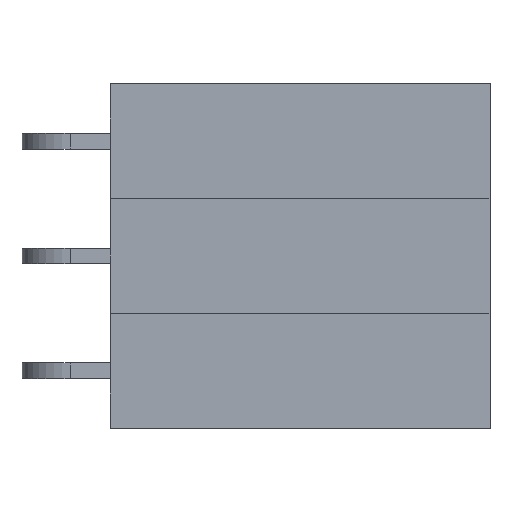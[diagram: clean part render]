
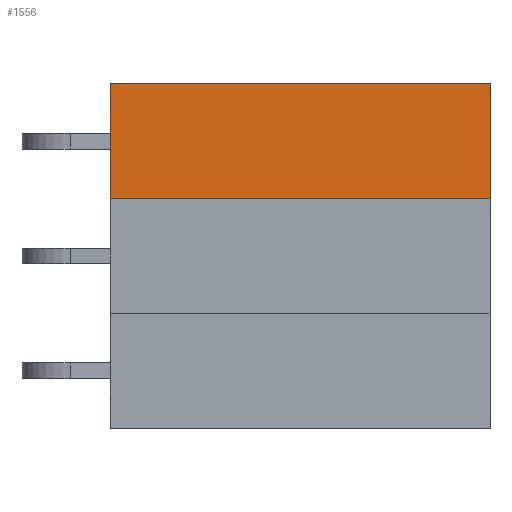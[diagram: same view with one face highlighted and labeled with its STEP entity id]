
A CAD part, front view. The second image highlights one B-rep face of the part: STEP entity #1556.
In plain terms, the highlighted planar face has unit normal (0, -1, 0).
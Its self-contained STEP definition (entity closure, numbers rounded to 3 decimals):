
#106 = EDGE_CURVE ( 'NONE', #1000, #848, #1575, .T. ) ;
#135 = VECTOR ( 'NONE', #305, 1000. ) ;
#183 = FACE_OUTER_BOUND ( 'NONE', #554, .T. ) ;
#278 = AXIS2_PLACEMENT_3D ( 'NONE', #965, #813, #657 ) ;
#305 = DIRECTION ( 'NONE',  ( 1., 0., 0. ) ) ;
#339 = LINE ( 'NONE', #621, #1290 ) ;
#349 = EDGE_CURVE ( 'NONE', #1000, #1871, #932, .T. ) ;
#554 = EDGE_LOOP ( 'NONE', ( #1622, #1829, #1707, #882 ) ) ;
#621 = CARTESIAN_POINT ( 'NONE',  ( 8.4, 0., 2.54 ) ) ;
#641 = CARTESIAN_POINT ( 'NONE',  ( 8.4, 0., 0. ) ) ;
#657 = DIRECTION ( 'NONE',  ( 0., 0., 1. ) ) ;
#659 = VECTOR ( 'NONE', #760, 1000. ) ;
#760 = DIRECTION ( 'NONE',  ( 0., 0., -1. ) ) ;
#813 = DIRECTION ( 'NONE',  ( 0., 1., 0. ) ) ;
#848 = VERTEX_POINT ( 'NONE', #1085 ) ;
#882 = ORIENTED_EDGE ( 'NONE', *, *, #106, .T. ) ;
#931 = CARTESIAN_POINT ( 'NONE',  ( 8.4, 0., 2.54 ) ) ;
#932 = LINE ( 'NONE', #1421, #135 ) ;
#941 = VERTEX_POINT ( 'NONE', #641 ) ;
#965 = CARTESIAN_POINT ( 'NONE',  ( 0., 0., 2.54 ) ) ;
#1000 = VERTEX_POINT ( 'NONE', #1770 ) ;
#1085 = CARTESIAN_POINT ( 'NONE',  ( 0., 0., 0. ) ) ;
#1110 = EDGE_CURVE ( 'NONE', #848, #941, #1928, .T. ) ;
#1243 = CARTESIAN_POINT ( 'NONE',  ( 0., 0., 2.54 ) ) ;
#1290 = VECTOR ( 'NONE', #1416, 1000. ) ;
#1308 = DIRECTION ( 'NONE',  ( 1., 0., 0. ) ) ;
#1416 = DIRECTION ( 'NONE',  ( 0., 0., -1. ) ) ;
#1421 = CARTESIAN_POINT ( 'NONE',  ( 0., 0., 2.54 ) ) ;
#1476 = CARTESIAN_POINT ( 'NONE',  ( 0., 0., 0. ) ) ;
#1556 = ADVANCED_FACE ( 'NONE', ( #183 ), #1754, .F. ) ;
#1575 = LINE ( 'NONE', #1243, #659 ) ;
#1622 = ORIENTED_EDGE ( 'NONE', *, *, #1110, .T. ) ;
#1707 = ORIENTED_EDGE ( 'NONE', *, *, #349, .F. ) ;
#1754 = PLANE ( 'NONE',  #278 ) ;
#1770 = CARTESIAN_POINT ( 'NONE',  ( 0., 0., 2.54 ) ) ;
#1829 = ORIENTED_EDGE ( 'NONE', *, *, #1869, .F. ) ;
#1869 = EDGE_CURVE ( 'NONE', #1871, #941, #339, .T. ) ;
#1871 = VERTEX_POINT ( 'NONE', #931 ) ;
#1879 = VECTOR ( 'NONE', #1308, 1000. ) ;
#1928 = LINE ( 'NONE', #1476, #1879 ) ;
